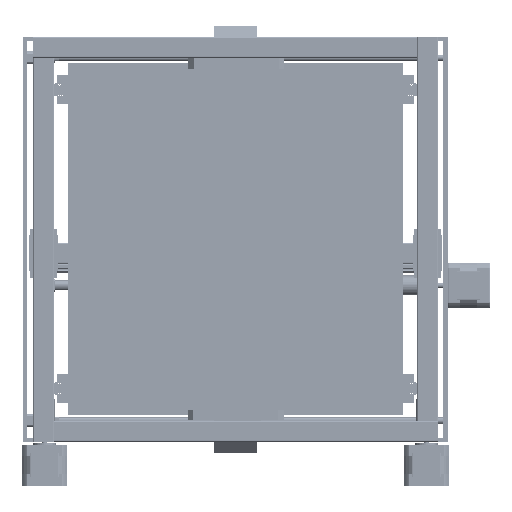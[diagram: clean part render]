
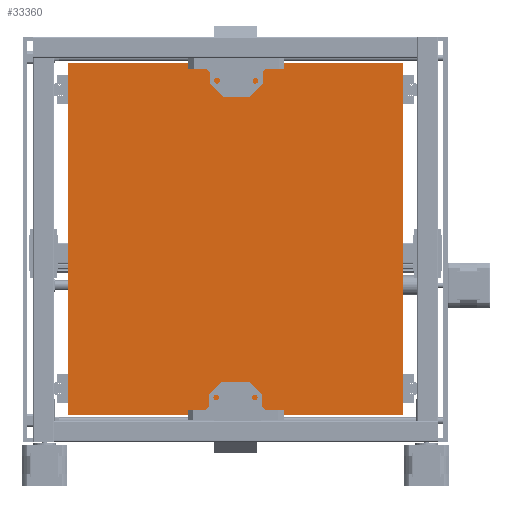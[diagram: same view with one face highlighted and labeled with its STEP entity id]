
A CAD part, front view. The second image highlights one B-rep face of the part: STEP entity #33360.
In plain terms, the highlighted planar face has unit normal (0, -1, 0).
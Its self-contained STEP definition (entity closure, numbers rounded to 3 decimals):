
#1392=FACE_BOUND('',#4858,.T.);
#1393=FACE_BOUND('',#4859,.T.);
#2808=FACE_OUTER_BOUND('',#4857,.T.);
#4857=EDGE_LOOP('',(#27586,#27587,#27588,#27589));
#4858=EDGE_LOOP('',(#27590));
#4859=EDGE_LOOP('',(#27591));
#6094=CIRCLE('',#36188,5.5);
#6096=CIRCLE('',#36191,5.5);
#9386=LINE('',#53950,#12837);
#9389=LINE('',#53956,#12840);
#9392=LINE('',#53962,#12843);
#9395=LINE('',#53966,#12846);
#12837=VECTOR('',#43761,10.);
#12840=VECTOR('',#43766,10.);
#12843=VECTOR('',#43771,10.);
#12846=VECTOR('',#43776,10.);
#15711=VERTEX_POINT('',#53934);
#15713=VERTEX_POINT('',#53940);
#15716=VERTEX_POINT('',#53947);
#15717=VERTEX_POINT('',#53949);
#15719=VERTEX_POINT('',#53955);
#15721=VERTEX_POINT('',#53961);
#19797=EDGE_CURVE('',#15711,#15711,#6094,.T.);
#19800=EDGE_CURVE('',#15713,#15713,#6096,.T.);
#19803=EDGE_CURVE('',#15717,#15716,#9386,.T.);
#19806=EDGE_CURVE('',#15719,#15717,#9389,.T.);
#19809=EDGE_CURVE('',#15721,#15719,#9392,.T.);
#19812=EDGE_CURVE('',#15716,#15721,#9395,.T.);
#27586=ORIENTED_EDGE('',*,*,#19812,.T.);
#27587=ORIENTED_EDGE('',*,*,#19809,.T.);
#27588=ORIENTED_EDGE('',*,*,#19806,.T.);
#27589=ORIENTED_EDGE('',*,*,#19803,.T.);
#27590=ORIENTED_EDGE('',*,*,#19797,.T.);
#27591=ORIENTED_EDGE('',*,*,#19800,.T.);
#31354=PLANE('',#36197);
#33360=ADVANCED_FACE('',(#2808,#1392,#1393),#31354,.T.);
#36188=AXIS2_PLACEMENT_3D('',#53936,#43748,#43749);
#36191=AXIS2_PLACEMENT_3D('',#53942,#43755,#43756);
#36197=AXIS2_PLACEMENT_3D('',#53968,#43779,#43780);
#43748=DIRECTION('center_axis',(0.,1.,0.));
#43749=DIRECTION('ref_axis',(-1.,0.,0.));
#43755=DIRECTION('center_axis',(0.,1.,0.));
#43756=DIRECTION('ref_axis',(-1.,0.,0.));
#43761=DIRECTION('',(0.,0.,1.));
#43766=DIRECTION('',(1.,0.,0.));
#43771=DIRECTION('',(0.,0.,-1.));
#43776=DIRECTION('',(-1.,0.,0.));
#43779=DIRECTION('center_axis',(0.,-1.,0.));
#43780=DIRECTION('ref_axis',(0.,0.,-1.));
#53934=CARTESIAN_POINT('',(-479.03,-10.,318.5));
#53936=CARTESIAN_POINT('Origin',(-484.53,-10.,318.5));
#53940=CARTESIAN_POINT('',(-479.51,-10.,21.));
#53942=CARTESIAN_POINT('Origin',(-485.01,-10.,21.));
#53947=CARTESIAN_POINT('',(-328.,-10.,335.));
#53949=CARTESIAN_POINT('',(-328.,-10.,5.));
#53950=CARTESIAN_POINT('',(-328.,-10.,5.));
#53955=CARTESIAN_POINT('',(-642.,-10.,5.));
#53956=CARTESIAN_POINT('',(-642.,-10.,5.));
#53961=CARTESIAN_POINT('',(-642.,-10.,335.));
#53962=CARTESIAN_POINT('',(-642.,-10.,335.));
#53966=CARTESIAN_POINT('',(-328.,-10.,335.));
#53968=CARTESIAN_POINT('Origin',(-485.,-10.,170.));
